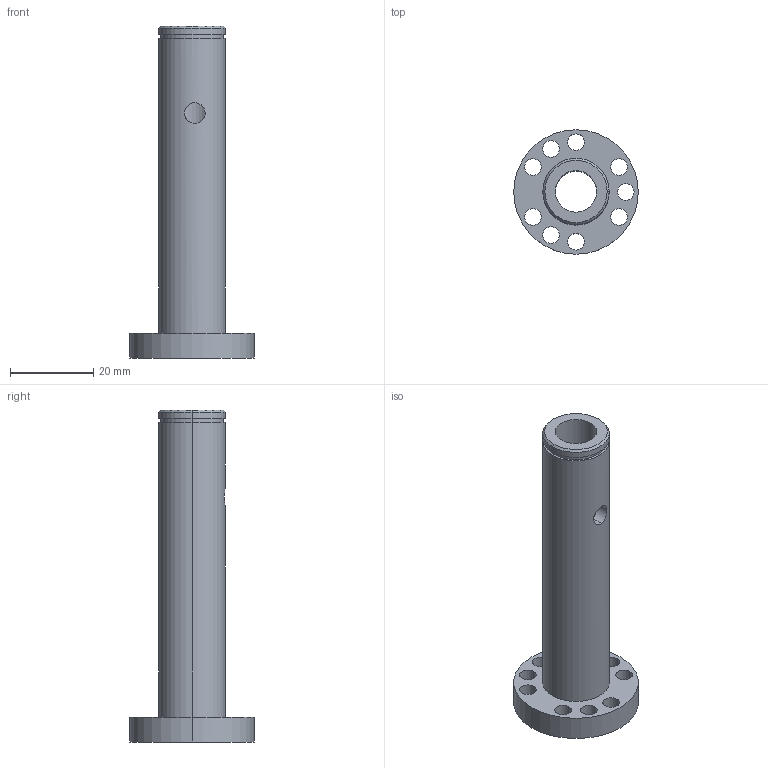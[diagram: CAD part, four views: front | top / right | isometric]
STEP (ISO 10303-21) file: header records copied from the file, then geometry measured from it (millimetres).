
FILE_DESCRIPTION (( 'STEP AP203' ), '1' );
FILE_NAME ('換雄粣x2.STEP', '2024-11-05T10:59:52', ( '' ), ( '' ), 'SwSTEP 2.0', 'SolidWorks 2020', '' );
FILE_SCHEMA (( 'CONFIG_CONTROL_DESIGN' ));
Length unit declared in the file: millimetre
Products named in the file (1): 換雄粣x2
Bounding box: 30 x 30 x 80 mm (x, y, z)
Volume: 12066.9 mm3; surface area: 8547 mm2
Topology: 1 solids, 1 shells, 37 faces, 94 edges, 62 vertices
Faces by surface type: cylinder 30, plane 5, cone 2
Entity records: 1383 total; most frequent: CARTESIAN_POINT 314, DIRECTION 224, ORIENTED_EDGE 188, AXIS2_PLACEMENT_3D 96, EDGE_CURVE 94, VERTEX_POINT 62, EDGE_LOOP 62, CIRCLE 58
